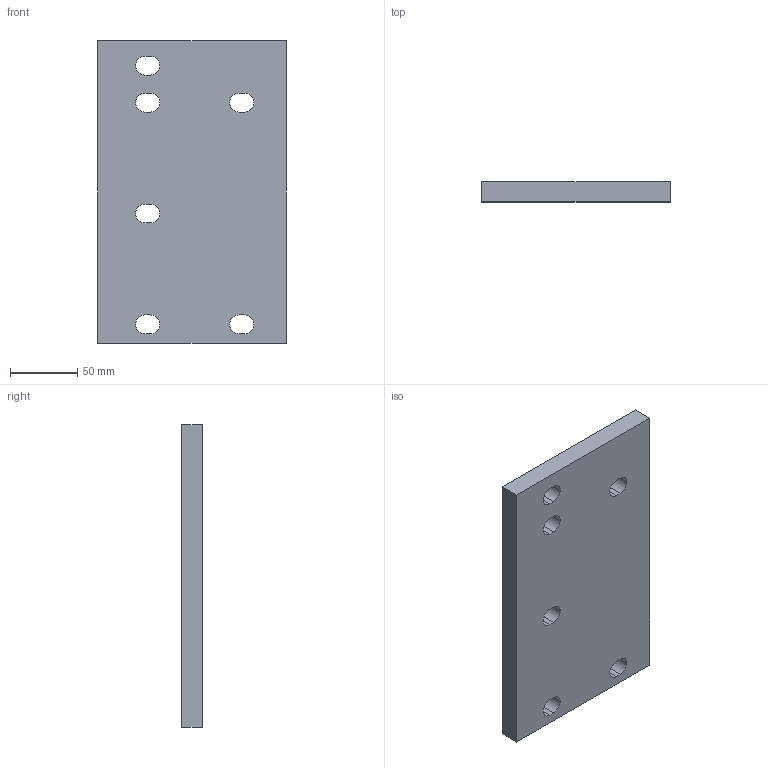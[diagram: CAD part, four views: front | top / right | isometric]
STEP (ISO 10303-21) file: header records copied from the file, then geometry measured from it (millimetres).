
FILE_DESCRIPTION (( 'STEP AP203' ), '1' );
FILE_NAME ('vertical fixé.STEP', '2019-12-24T17:11:19', ( 'samfly' ), ( '' ), 'SwSTEP 2.0', 'SolidWorks 2018', '' );
FILE_SCHEMA (( 'CONFIG_CONTROL_DESIGN' ));
Length unit declared in the file: millimetre
Products named in the file (1): vertical fixé
Bounding box: 140 x 15 x 225 mm (x, y, z)
Volume: 453605.6 mm3; surface area: 76109.2 mm2
Topology: 1 solids, 1 shells, 30 faces, 84 edges, 56 vertices
Faces by surface type: plane 18, cylinder 12
Entity records: 1073 total; most frequent: CARTESIAN_POINT 171, DIRECTION 170, ORIENTED_EDGE 168, EDGE_CURVE 84, VECTOR 60, LINE 60, VERTEX_POINT 56, AXIS2_PLACEMENT_3D 55
